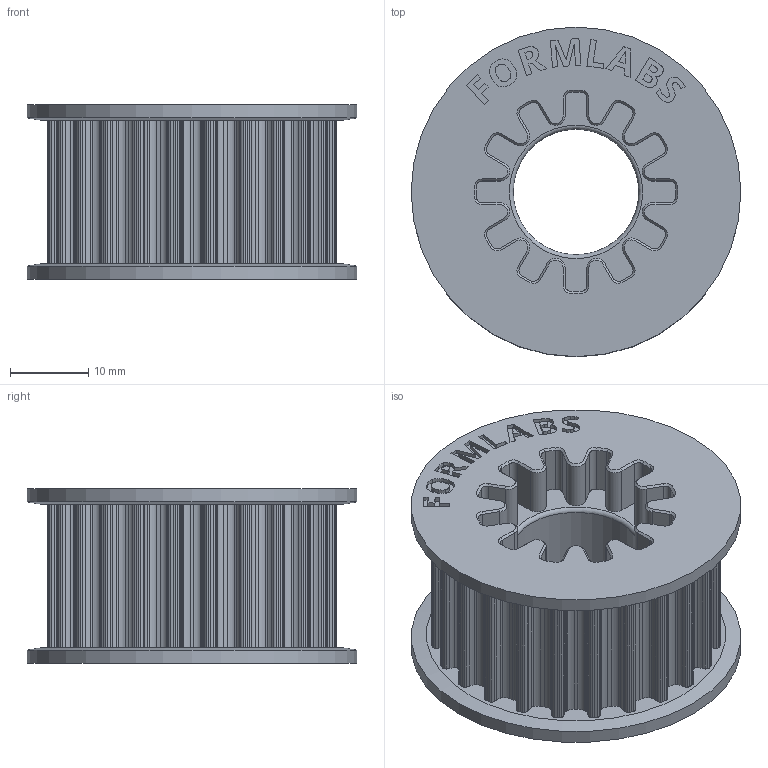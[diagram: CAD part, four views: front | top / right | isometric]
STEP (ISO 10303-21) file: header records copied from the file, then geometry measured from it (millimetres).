
FILE_DESCRIPTION(/* description */ ('STEP AP242','CAx-IF Rec.Pracs.---Representation and Presentation of Product Manufacturing Information (PMI)---4.0---2014-10-13','CAx-IF Rec.Pracs.---3D Tessellated Geometry---0.4---2014-09-14','2;1'),/* implementation_level */ '2;1');
FILE_NAME(/* name */ '66d7cf81cf21f60cce71682c',/* time_stamp */ '2024-09-04T03:09:54Z',/* author */ (''),/* organization */ (''),/* preprocessor_version */ 'ST-DEVELOPER v20',/* originating_system */ ' ',/* authorisation */ ' ');
FILE_SCHEMA (('AP242_MANAGED_MODEL_BASED_3D_ENGINEERING_MIM_LF { 1 0 10303 442 1 1 4 }'));
Length unit declared in the file: metre
Products named in the file (1): 24T 5mm HTD 15mm Wide Printable
Bounding box: 42 x 42 x 22.22 mm (x, y, z)
Volume: 15896 mm3; surface area: 9056.8 mm2
Topology: 1 solids, 1 shells, 1001 faces, 2762 edges, 1793 vertices
Faces by surface type: cylinder 473, plane 326, bspline 102, cone 98, torus 2
Full cylindrical faces by diameter (mm): 16 x1, 42 x2
Entity records: 32414 total; most frequent: CARTESIAN_POINT 6666, ORIENTED_EDGE 5504, DIRECTION 5394, EDGE_CURVE 2752, AXIS2_PLACEMENT_3D 1946, VERTEX_POINT 1790, LINE 1502, VECTOR 1502
